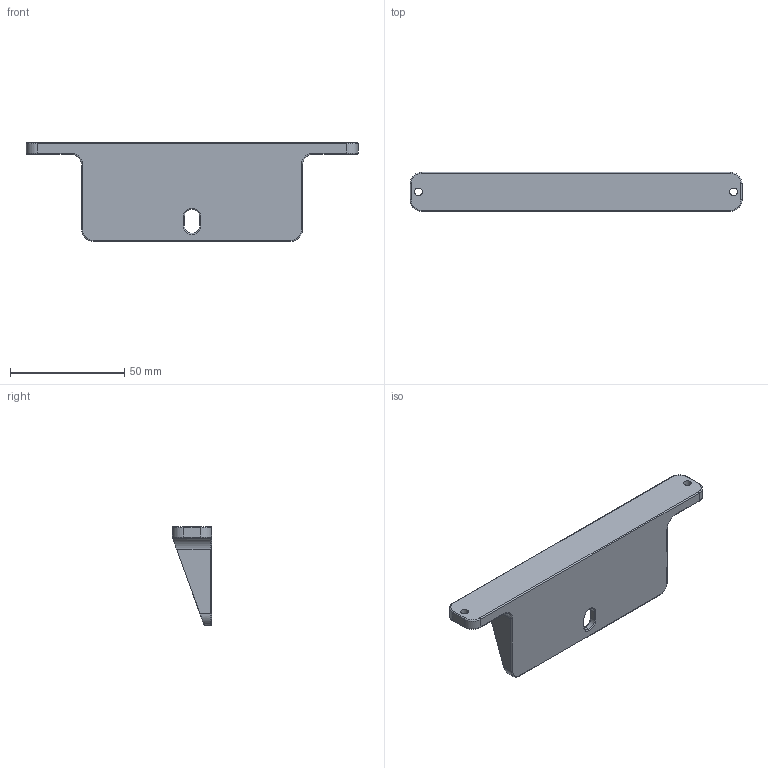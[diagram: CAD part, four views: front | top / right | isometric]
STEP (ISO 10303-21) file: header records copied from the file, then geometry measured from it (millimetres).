
FILE_DESCRIPTION (( 'STEP AP214' ), '1' );
FILE_NAME ('SM-1611_Rev-A.STEP', '2021-07-14T22:27:22', ( '' ), ( '' ), 'SwSTEP 2.0', 'SolidWorks 2018', '' );
FILE_SCHEMA (( 'AUTOMOTIVE_DESIGN' ));
Length unit declared in the file: millimetre
Products named in the file (1): SM-1611_Rev-A
Bounding box: 145 x 17.05 x 43.18 mm (x, y, z)
Volume: 26559.4 mm3; surface area: 14462.1 mm2
Topology: 1 solids, 1 shells, 83 faces, 200 edges, 117 vertices
Faces by surface type: cylinder 39, torus 24, plane 18, sphere 2
Entity records: 2527 total; most frequent: CARTESIAN_POINT 521, DIRECTION 455, ORIENTED_EDGE 396, EDGE_CURVE 198, AXIS2_PLACEMENT_3D 187, VERTEX_POINT 117, CIRCLE 103, EDGE_LOOP 89
